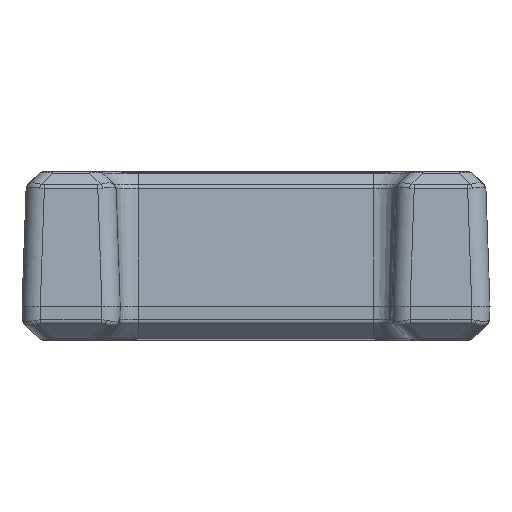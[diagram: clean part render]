
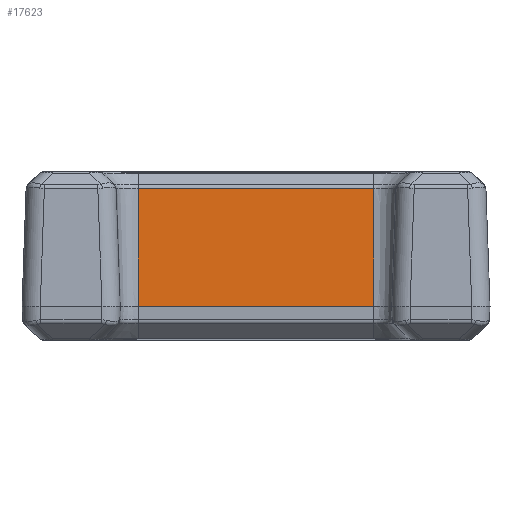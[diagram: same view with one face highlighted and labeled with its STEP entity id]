
A CAD part, front view. The second image highlights one B-rep face of the part: STEP entity #17623.
In plain terms, the highlighted planar face has unit normal (0, -0.999, 0.035).
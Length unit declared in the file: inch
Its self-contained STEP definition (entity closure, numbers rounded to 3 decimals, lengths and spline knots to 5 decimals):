
#3059=DIRECTION('',(1.,0.,0.));
#3060=VECTOR('',#3059,1.03);
#3061=CARTESIAN_POINT('',(-1.54,-1.07,0.));
#3062=LINE('',#3061,#3060);
#3711=DIRECTION('',(0.,0.035,0.999));
#3712=VECTOR('',#3711,0.51526);
#3713=CARTESIAN_POINT('',(-0.51,-1.07,0.));
#3714=LINE('',#3713,#3712);
#3715=DIRECTION('',(0.,0.035,0.999));
#3716=VECTOR('',#3715,0.51526);
#3717=CARTESIAN_POINT('',(-1.54,-1.07,0.));
#3718=LINE('',#3717,#3716);
#3723=DIRECTION('',(1.,0.,0.));
#3724=VECTOR('',#3723,1.03);
#3725=CARTESIAN_POINT('',(-1.54,-1.05202,
0.51495));
#3726=LINE('',#3725,#3724);
#11230=CARTESIAN_POINT('',(-1.54,-1.07,0.));
#11231=CARTESIAN_POINT('',(-0.51,-1.07,0.));
#11232=VERTEX_POINT('',#11230);
#11233=VERTEX_POINT('',#11231);
#11397=CARTESIAN_POINT('',(-0.51,-1.05202,0.51495));
#11398=VERTEX_POINT('',#11397);
#11401=CARTESIAN_POINT('',(-1.54,-1.05202,
0.51495));
#11402=VERTEX_POINT('',#11401);
#17610=CARTESIAN_POINT('',(-2.58335,-1.07,0.));
#17611=DIRECTION('',(0.,-0.999,0.035));
#17612=DIRECTION('',(1.,0.,0.));
#17613=AXIS2_PLACEMENT_3D('',#17610,#17611,#17612);
#17614=PLANE('',#17613);
#17616=ORIENTED_EDGE('',*,*,#17615,.T.);
#17617=ORIENTED_EDGE('',*,*,#17605,.F.);
#17618=ORIENTED_EDGE('',*,*,#16732,.F.);
#17620=ORIENTED_EDGE('',*,*,#17619,.T.);
#17621=EDGE_LOOP('',(#17616,#17617,#17618,#17620));
#17622=FACE_OUTER_BOUND('',#17621,.F.);
#17623=ADVANCED_FACE('',(#17622),#17614,.T.);
#16732=EDGE_CURVE('',#11232,#11233,#3062,.T.);
#17605=EDGE_CURVE('',#11233,#11398,#3714,.T.);
#17615=EDGE_CURVE('',#11402,#11398,#3726,.T.);
#17619=EDGE_CURVE('',#11232,#11402,#3718,.T.);
